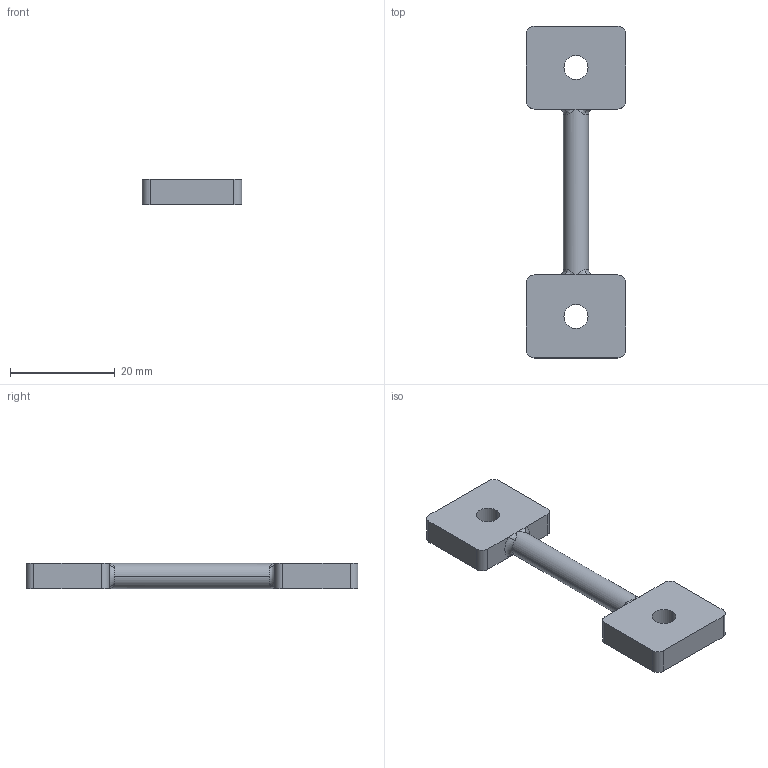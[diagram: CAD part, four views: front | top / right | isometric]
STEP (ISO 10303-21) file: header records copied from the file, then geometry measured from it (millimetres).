
FILE_DESCRIPTION (( 'STEP AP214' ), '1' );
FILE_NAME ('100-1025-001.STEP', '2019-09-18T21:16:04', ( '' ), ( '' ), 'SwSTEP 2.0', 'SolidWorks 2019', '' );
FILE_SCHEMA (( 'AUTOMOTIVE_DESIGN' ));
Length unit declared in the file: inch
Products named in the file (1): 100-1025-001
Bounding box: 19.05 x 63.5 x 4.8 mm (x, y, z)
Volume: 3305.1 mm3; surface area: 2354.5 mm2
Topology: 1 solids, 1 shells, 41 faces, 112 edges, 65 vertices
Faces by surface type: cylinder 14, plane 14, bspline 8, torus 5
Entity records: 1544 total; most frequent: CARTESIAN_POINT 515, DIRECTION 210, ORIENTED_EDGE 208, EDGE_CURVE 104, AXIS2_PLACEMENT_3D 80, VERTEX_POINT 65, LINE 50, VECTOR 50
